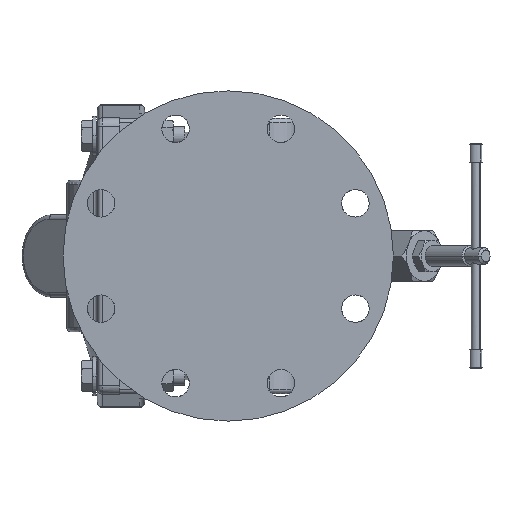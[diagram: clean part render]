
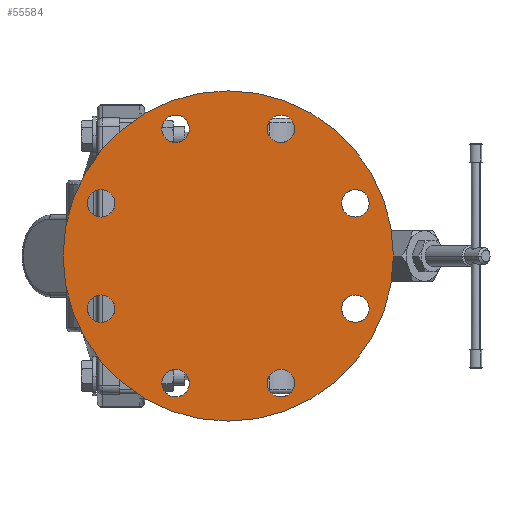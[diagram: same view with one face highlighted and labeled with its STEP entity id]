
A CAD part, left-side view. The second image highlights one B-rep face of the part: STEP entity #55584.
In plain terms, the highlighted planar face has unit normal (-1, 0, 0).
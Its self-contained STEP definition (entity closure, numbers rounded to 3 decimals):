
#20549=CARTESIAN_POINT('',(-5.75,0.,0.));
#20550=DIRECTION('',(1.,0.,0.));
#20551=DIRECTION('',(0.,1.,0.));
#20552=AXIS2_PLACEMENT_3D('',#20549,#20550,#20551);
#20559=CARTESIAN_POINT('',(-5.75,-1.435,3.465));
#20560=DIRECTION('',(1.,0.,0.));
#20561=DIRECTION('',(0.,0.,-1.));
#20562=AXIS2_PLACEMENT_3D('',#20559,#20560,#20561);
#20564=CARTESIAN_POINT('',(-5.75,-1.435,3.465));
#20565=DIRECTION('',(1.,0.,0.));
#20566=DIRECTION('',(0.,0.,1.));
#20567=AXIS2_PLACEMENT_3D('',#20564,#20565,#20566);
#20569=CARTESIAN_POINT('',(-5.75,-3.465,1.435));
#20570=DIRECTION('',(1.,0.,0.));
#20571=DIRECTION('',(0.,0.,-1.));
#20572=AXIS2_PLACEMENT_3D('',#20569,#20570,#20571);
#20574=CARTESIAN_POINT('',(-5.75,-3.465,1.435));
#20575=DIRECTION('',(1.,0.,0.));
#20576=DIRECTION('',(0.,0.,1.));
#20577=AXIS2_PLACEMENT_3D('',#20574,#20575,#20576);
#20579=CARTESIAN_POINT('',(-5.75,1.435,3.465));
#20580=DIRECTION('',(1.,0.,0.));
#20581=DIRECTION('',(0.,0.,-1.));
#20582=AXIS2_PLACEMENT_3D('',#20579,#20580,#20581);
#20584=CARTESIAN_POINT('',(-5.75,1.435,3.465));
#20585=DIRECTION('',(1.,0.,0.));
#20586=DIRECTION('',(0.,0.,1.));
#20587=AXIS2_PLACEMENT_3D('',#20584,#20585,#20586);
#20589=CARTESIAN_POINT('',(-5.75,3.465,1.435));
#20590=DIRECTION('',(1.,0.,0.));
#20591=DIRECTION('',(0.,0.,-1.));
#20592=AXIS2_PLACEMENT_3D('',#20589,#20590,#20591);
#20594=CARTESIAN_POINT('',(-5.75,3.465,1.435));
#20595=DIRECTION('',(1.,0.,0.));
#20596=DIRECTION('',(0.,0.,1.));
#20597=AXIS2_PLACEMENT_3D('',#20594,#20595,#20596);
#20599=CARTESIAN_POINT('',(-5.75,3.465,-1.435));
#20600=DIRECTION('',(1.,0.,0.));
#20601=DIRECTION('',(0.,0.,-1.));
#20602=AXIS2_PLACEMENT_3D('',#20599,#20600,#20601);
#20604=CARTESIAN_POINT('',(-5.75,3.465,-1.435));
#20605=DIRECTION('',(1.,0.,0.));
#20606=DIRECTION('',(0.,0.,1.));
#20607=AXIS2_PLACEMENT_3D('',#20604,#20605,#20606);
#20609=CARTESIAN_POINT('',(-5.75,1.435,-3.465));
#20610=DIRECTION('',(1.,0.,0.));
#20611=DIRECTION('',(0.,0.,-1.));
#20612=AXIS2_PLACEMENT_3D('',#20609,#20610,#20611);
#20614=CARTESIAN_POINT('',(-5.75,1.435,-3.465));
#20615=DIRECTION('',(1.,0.,0.));
#20616=DIRECTION('',(0.,0.,1.));
#20617=AXIS2_PLACEMENT_3D('',#20614,#20615,#20616);
#20619=CARTESIAN_POINT('',(-5.75,-1.435,-3.465));
#20620=DIRECTION('',(1.,0.,0.));
#20621=DIRECTION('',(0.,0.,-1.));
#20622=AXIS2_PLACEMENT_3D('',#20619,#20620,#20621);
#20624=CARTESIAN_POINT('',(-5.75,-1.435,-3.465));
#20625=DIRECTION('',(1.,0.,0.));
#20626=DIRECTION('',(0.,0.,1.));
#20627=AXIS2_PLACEMENT_3D('',#20624,#20625,#20626);
#20629=CARTESIAN_POINT('',(-5.75,-3.465,-1.435));
#20630=DIRECTION('',(1.,0.,0.));
#20631=DIRECTION('',(0.,0.,-1.));
#20632=AXIS2_PLACEMENT_3D('',#20629,#20630,#20631);
#20634=CARTESIAN_POINT('',(-5.75,-3.465,-1.435));
#20635=DIRECTION('',(1.,0.,0.));
#20636=DIRECTION('',(0.,0.,1.));
#20637=AXIS2_PLACEMENT_3D('',#20634,#20635,#20636);
#20639=CARTESIAN_POINT('',(-5.75,0.,0.));
#20640=DIRECTION('',(1.,0.,0.));
#20641=DIRECTION('',(0.,-1.,0.));
#20642=AXIS2_PLACEMENT_3D('',#20639,#20640,#20641);
#24795=CARTESIAN_POINT('',(-5.75,4.5,0.));
#24796=CARTESIAN_POINT('',(-5.75,-4.5,0.));
#24797=VERTEX_POINT('',#24795);
#24798=VERTEX_POINT('',#24796);
#25919=CARTESIAN_POINT('',(-5.75,-1.435,3.09));
#25921=VERTEX_POINT('',#25919);
#25923=CARTESIAN_POINT('',(-5.75,-1.435,3.84));
#25925=VERTEX_POINT('',#25923);
#25927=CARTESIAN_POINT('',(-5.75,-3.465,1.06));
#25929=VERTEX_POINT('',#25927);
#25931=CARTESIAN_POINT('',(-5.75,-3.465,1.81));
#25933=VERTEX_POINT('',#25931);
#25935=CARTESIAN_POINT('',(-5.75,1.435,3.09));
#25937=VERTEX_POINT('',#25935);
#25939=CARTESIAN_POINT('',(-5.75,1.435,3.84));
#25941=VERTEX_POINT('',#25939);
#25943=CARTESIAN_POINT('',(-5.75,3.465,1.06));
#25945=VERTEX_POINT('',#25943);
#25947=CARTESIAN_POINT('',(-5.75,3.465,1.81));
#25949=VERTEX_POINT('',#25947);
#25951=CARTESIAN_POINT('',(-5.75,3.465,-1.81));
#25953=VERTEX_POINT('',#25951);
#25955=CARTESIAN_POINT('',(-5.75,3.465,-1.06));
#25957=VERTEX_POINT('',#25955);
#25959=CARTESIAN_POINT('',(-5.75,1.435,-3.84));
#25961=VERTEX_POINT('',#25959);
#25963=CARTESIAN_POINT('',(-5.75,1.435,-3.09));
#25965=VERTEX_POINT('',#25963);
#25967=CARTESIAN_POINT('',(-5.75,-1.435,-3.84));
#25969=VERTEX_POINT('',#25967);
#25971=CARTESIAN_POINT('',(-5.75,-1.435,-3.09));
#25973=VERTEX_POINT('',#25971);
#25975=CARTESIAN_POINT('',(-5.75,-3.465,-1.81));
#25977=VERTEX_POINT('',#25975);
#25979=CARTESIAN_POINT('',(-5.75,-3.465,-1.06));
#25981=VERTEX_POINT('',#25979);
#55526=CARTESIAN_POINT('',(-5.75,-4.5,-6.375));
#55527=DIRECTION('',(1.,0.,0.));
#55528=DIRECTION('',(0.,1.,0.));
#55529=AXIS2_PLACEMENT_3D('',#55526,#55527,#55528);
#55530=PLANE('',#55529);
#55531=ORIENTED_EDGE('',*,*,#55516,.T.);
#55533=ORIENTED_EDGE('',*,*,#55532,.T.);
#55534=EDGE_LOOP('',(#55531,#55533));
#55535=FACE_OUTER_BOUND('',#55534,.F.);
#55537=ORIENTED_EDGE('',*,*,#55536,.F.);
#55539=ORIENTED_EDGE('',*,*,#55538,.F.);
#55540=EDGE_LOOP('',(#55537,#55539));
#55541=FACE_BOUND('',#55540,.F.);
#55543=ORIENTED_EDGE('',*,*,#55542,.F.);
#55545=ORIENTED_EDGE('',*,*,#55544,.F.);
#55546=EDGE_LOOP('',(#55543,#55545));
#55547=FACE_BOUND('',#55546,.F.);
#55549=ORIENTED_EDGE('',*,*,#55548,.F.);
#55551=ORIENTED_EDGE('',*,*,#55550,.F.);
#55552=EDGE_LOOP('',(#55549,#55551));
#55553=FACE_BOUND('',#55552,.F.);
#55555=ORIENTED_EDGE('',*,*,#55554,.F.);
#55557=ORIENTED_EDGE('',*,*,#55556,.F.);
#55558=EDGE_LOOP('',(#55555,#55557));
#55559=FACE_BOUND('',#55558,.F.);
#55561=ORIENTED_EDGE('',*,*,#55560,.F.);
#55563=ORIENTED_EDGE('',*,*,#55562,.F.);
#55564=EDGE_LOOP('',(#55561,#55563));
#55565=FACE_BOUND('',#55564,.F.);
#55567=ORIENTED_EDGE('',*,*,#55566,.F.);
#55569=ORIENTED_EDGE('',*,*,#55568,.F.);
#55570=EDGE_LOOP('',(#55567,#55569));
#55571=FACE_BOUND('',#55570,.F.);
#55573=ORIENTED_EDGE('',*,*,#55572,.F.);
#55575=ORIENTED_EDGE('',*,*,#55574,.F.);
#55576=EDGE_LOOP('',(#55573,#55575));
#55577=FACE_BOUND('',#55576,.F.);
#55579=ORIENTED_EDGE('',*,*,#55578,.F.);
#55581=ORIENTED_EDGE('',*,*,#55580,.F.);
#55582=EDGE_LOOP('',(#55579,#55581));
#55583=FACE_BOUND('',#55582,.F.);
#55584=ADVANCED_FACE('',(#55535,#55541,#55547,#55553,#55559,#55565,#55571,
#55577,#55583),#55530,.F.);
#20553=CIRCLE('',#20552,4.5);
#20563=CIRCLE('',#20562,0.375);
#20568=CIRCLE('',#20567,0.375);
#20573=CIRCLE('',#20572,0.375);
#20578=CIRCLE('',#20577,0.375);
#20583=CIRCLE('',#20582,0.375);
#20588=CIRCLE('',#20587,0.375);
#20593=CIRCLE('',#20592,0.375);
#20598=CIRCLE('',#20597,0.375);
#20603=CIRCLE('',#20602,0.375);
#20608=CIRCLE('',#20607,0.375);
#20613=CIRCLE('',#20612,0.375);
#20618=CIRCLE('',#20617,0.375);
#20623=CIRCLE('',#20622,0.375);
#20628=CIRCLE('',#20627,0.375);
#20633=CIRCLE('',#20632,0.375);
#20638=CIRCLE('',#20637,0.375);
#20643=CIRCLE('',#20642,4.5);
#55516=EDGE_CURVE('',#24797,#24798,#20553,.T.);
#55532=EDGE_CURVE('',#24798,#24797,#20643,.T.);
#55536=EDGE_CURVE('',#25921,#25925,#20563,.T.);
#55538=EDGE_CURVE('',#25925,#25921,#20568,.T.);
#55542=EDGE_CURVE('',#25929,#25933,#20573,.T.);
#55544=EDGE_CURVE('',#25933,#25929,#20578,.T.);
#55548=EDGE_CURVE('',#25937,#25941,#20583,.T.);
#55550=EDGE_CURVE('',#25941,#25937,#20588,.T.);
#55554=EDGE_CURVE('',#25945,#25949,#20593,.T.);
#55556=EDGE_CURVE('',#25949,#25945,#20598,.T.);
#55560=EDGE_CURVE('',#25953,#25957,#20603,.T.);
#55562=EDGE_CURVE('',#25957,#25953,#20608,.T.);
#55566=EDGE_CURVE('',#25961,#25965,#20613,.T.);
#55568=EDGE_CURVE('',#25965,#25961,#20618,.T.);
#55572=EDGE_CURVE('',#25969,#25973,#20623,.T.);
#55574=EDGE_CURVE('',#25973,#25969,#20628,.T.);
#55578=EDGE_CURVE('',#25977,#25981,#20633,.T.);
#55580=EDGE_CURVE('',#25981,#25977,#20638,.T.);
